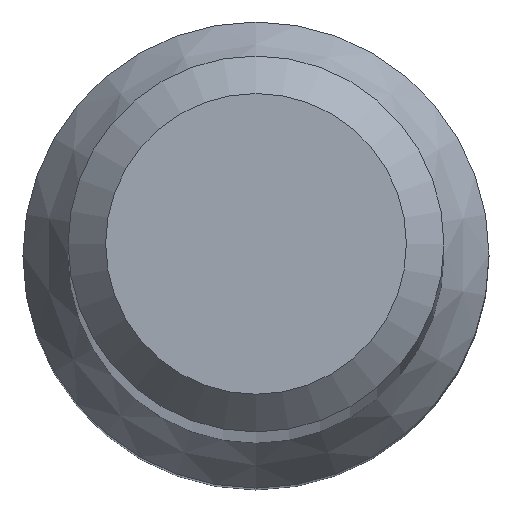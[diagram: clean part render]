
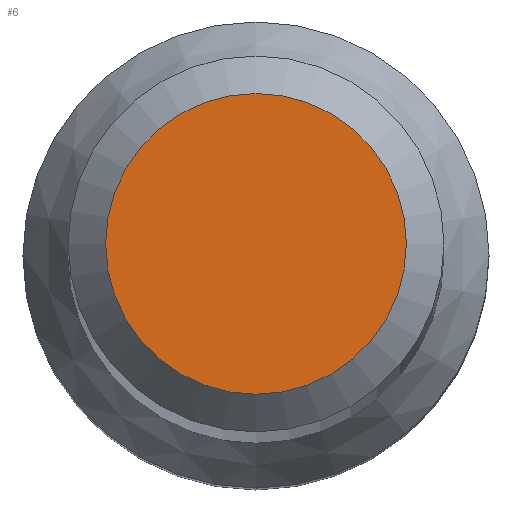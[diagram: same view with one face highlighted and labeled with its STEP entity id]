
A CAD part, top view. The second image highlights one B-rep face of the part: STEP entity #6.
In plain terms, the highlighted planar face has unit normal (0, 0, 1).
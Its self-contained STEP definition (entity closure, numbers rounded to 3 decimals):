
#6 = ADVANCED_FACE ( 'NONE', ( #78 ), #160, .F. ) ;
#31 = DIRECTION ( 'NONE',  ( 0., 1., 0. ) ) ;
#43 = AXIS2_PLACEMENT_3D ( 'NONE', #106, #182, #31 ) ;
#62 = VERTEX_POINT ( 'NONE', #157 ) ;
#78 = FACE_OUTER_BOUND ( 'NONE', #124, .T. ) ;
#91 = CARTESIAN_POINT ( 'NONE',  ( 0., 0., 80. ) ) ;
#106 = CARTESIAN_POINT ( 'NONE',  ( 0., 0., 80. ) ) ;
#124 = EDGE_LOOP ( 'NONE', ( #240 ) ) ;
#127 = DIRECTION ( 'NONE',  ( 0., 1., 0. ) ) ;
#157 = CARTESIAN_POINT ( 'NONE',  ( 0., 1.6, 80. ) ) ;
#160 = PLANE ( 'NONE',  #161 ) ;
#161 = AXIS2_PLACEMENT_3D ( 'NONE', #91, #206, #127 ) ;
#172 = EDGE_CURVE ( 'NONE', #62, #62, #198, .T. ) ;
#182 = DIRECTION ( 'NONE',  ( 0., 0., -1. ) ) ;
#198 = CIRCLE ( 'NONE', #43, 1.6 ) ;
#206 = DIRECTION ( 'NONE',  ( 0., 0., -1. ) ) ;
#240 = ORIENTED_EDGE ( 'NONE', *, *, #172, .F. ) ;
